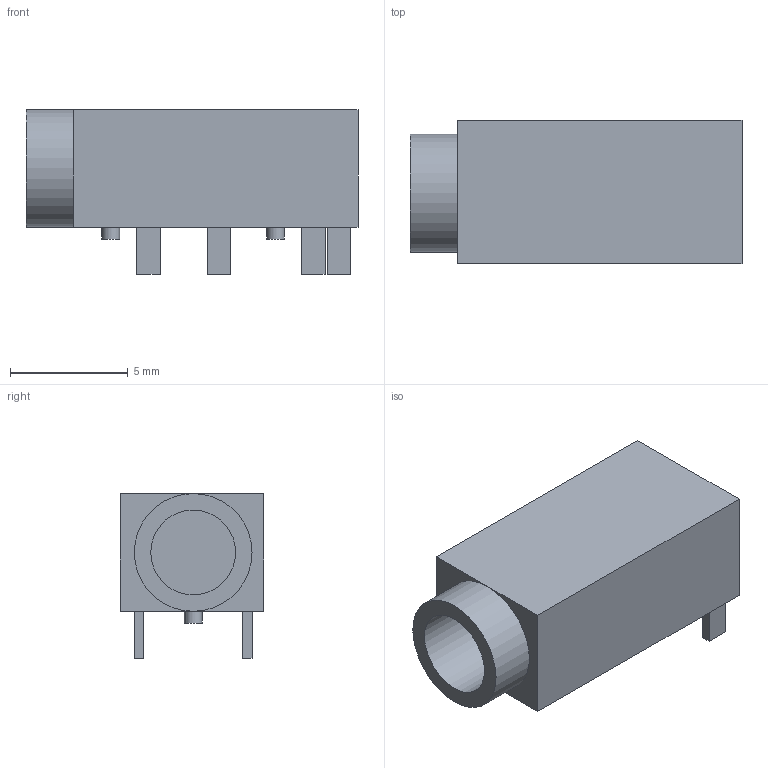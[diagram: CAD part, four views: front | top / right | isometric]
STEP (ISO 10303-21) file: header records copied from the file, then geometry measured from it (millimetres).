
FILE_DESCRIPTION(('FreeCAD Model'),'2;1');
FILE_NAME('Open CASCADE Shape Model','2025-10-01T15:39:02',(''),(''), 'Open CASCADE STEP processor 7.8','FreeCAD','Unknown');
FILE_SCHEMA(('AUTOMOTIVE_DESIGN { 1 0 10303 214 1 1 1 1 }'));
Length unit declared in the file: millimetre
Products named in the file (1): Group002
Bounding box: 14.1 x 6.1 x 7 mm (x, y, z)
Volume: 310.2 mm3; surface area: 498.9 mm2
Topology: 1 solids, 1 shells, 35 faces, 75 edges, 49 vertices
Faces by surface type: plane 31, cylinder 4
Full cylindrical faces by diameter (mm): 0.75 x2, 3.6 x1, 5 x1
Entity records: 1097 total; most frequent: CARTESIAN_POINT 160, DIRECTION 156, ORIENTED_EDGE 150, EDGE_CURVE 75, LINE 66, VECTOR 66, VERTEX_POINT 49, AXIS2_PLACEMENT_3D 45
